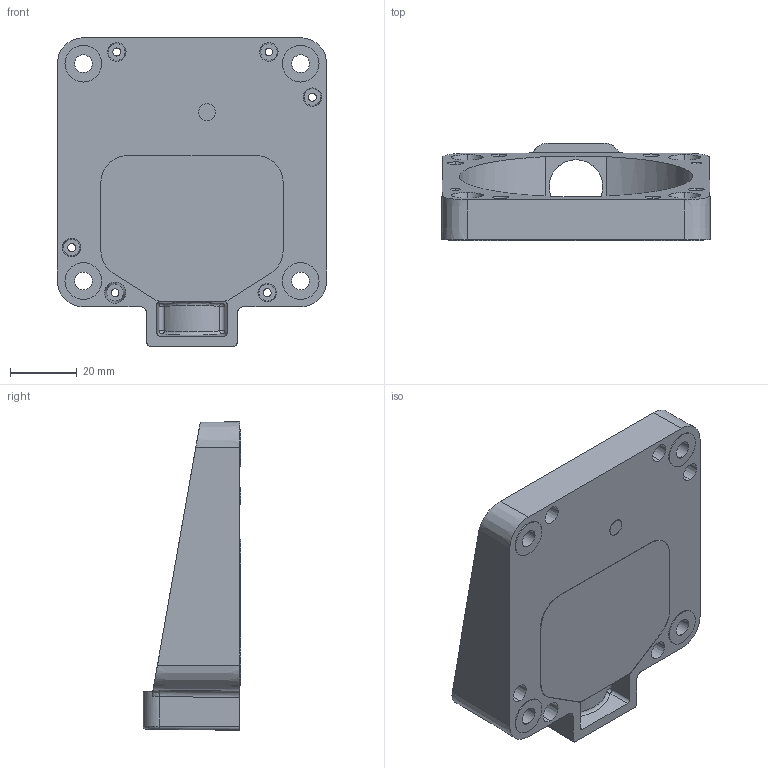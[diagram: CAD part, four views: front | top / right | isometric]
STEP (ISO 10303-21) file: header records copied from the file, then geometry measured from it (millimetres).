
FILE_DESCRIPTION((''),'2;1');
FILE_NAME('DM_CAD-1440A','2016-11-03T',('creinig-se'),(''),'PRO/ENGINEER BY PARAMETRIC TECHNOLOGY CORPORATION, 2015440','PRO/ENGINEER BY PARAMETRIC TECHNOLOGY CORPORATION, 2015440','');
FILE_SCHEMA(('CONFIG_CONTROL_DESIGN'));
Length unit declared in the file: millimetre
Products named in the file (1): DM_CAD-1440A
Bounding box: 80.5 x 29.3 x 92.25 mm (x, y, z)
Volume: 54252.5 mm3; surface area: 27922.5 mm2
Topology: 1 solids, 3 shells, 170 faces, 422 edges, 270 vertices
Faces by surface type: cylinder 79, plane 47, cone 32, bspline 6, sphere 4, torus 2
Entity records: 7140 total; most frequent: CARTESIAN_POINT 1753, DIRECTION 846, ORIENTED_EDGE 828, PRESENTATION_STYLE_ASSIGNMENT 415, STYLED_ITEM 415, CURVE_STYLE 414, EDGE_CURVE 414, AXIS2_PLACEMENT_3D 333
